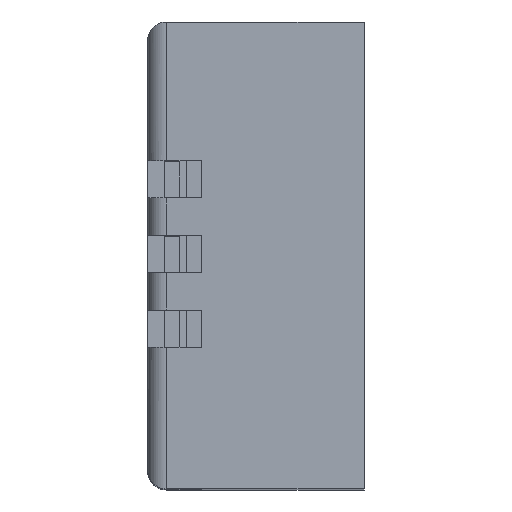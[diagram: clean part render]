
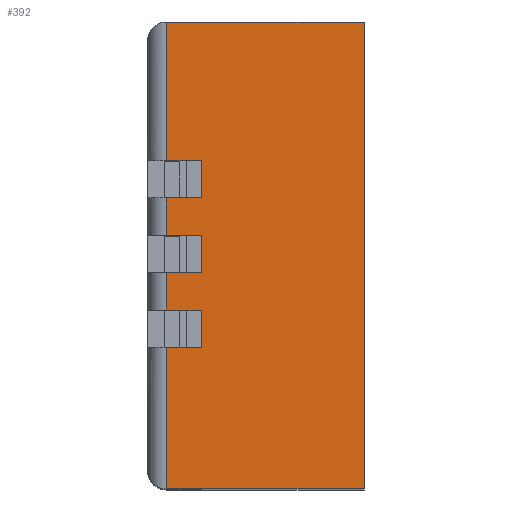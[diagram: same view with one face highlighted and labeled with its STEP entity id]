
A CAD part, top view. The second image highlights one B-rep face of the part: STEP entity #392.
In plain terms, the highlighted planar face has unit normal (0, 0, 1).
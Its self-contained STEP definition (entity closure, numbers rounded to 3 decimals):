
#176 = VERTEX_POINT('',#177);
#177 = CARTESIAN_POINT('',(-2.75,2.44,16.));
#183 = EDGE_CURVE('',#176,#184,#186,.T.);
#184 = VERTEX_POINT('',#185);
#185 = CARTESIAN_POINT('',(2.55,2.44,16.));
#186 = LINE('',#187,#188);
#187 = CARTESIAN_POINT('',(-3.25,2.44,16.));
#188 = VECTOR('',#189,1.);
#189 = DIRECTION('',(1.,0.,0.));
#373 = EDGE_CURVE('',#184,#374,#376,.T.);
#374 = VERTEX_POINT('',#375);
#375 = CARTESIAN_POINT('',(2.55,-10.06,16.));
#376 = LINE('',#377,#378);
#377 = CARTESIAN_POINT('',(2.55,2.44,16.));
#378 = VECTOR('',#379,1.);
#379 = DIRECTION('',(0.,-1.,0.));
#392 = ADVANCED_FACE('',(#393),#555,.F.);
#393 = FACE_BOUND('',#394,.F.);
#394 = EDGE_LOOP('',(#395,#403,#404,#405,#413,#421,#429,#437,#445,#453,
    #461,#469,#477,#485,#493,#501,#509,#517,#525,#533,#541,#549));
#395 = ORIENTED_EDGE('',*,*,#396,.T.);
#396 = EDGE_CURVE('',#397,#176,#399,.T.);
#397 = VERTEX_POINT('',#398);
#398 = CARTESIAN_POINT('',(-2.75,-1.27,16.));
#399 = LINE('',#400,#401);
#400 = CARTESIAN_POINT('',(-2.75,-10.06,16.));
#401 = VECTOR('',#402,1.);
#402 = DIRECTION('',(0.,1.,0.));
#403 = ORIENTED_EDGE('',*,*,#183,.T.);
#404 = ORIENTED_EDGE('',*,*,#373,.T.);
#405 = ORIENTED_EDGE('',*,*,#406,.T.);
#406 = EDGE_CURVE('',#374,#407,#409,.T.);
#407 = VERTEX_POINT('',#408);
#408 = CARTESIAN_POINT('',(-2.75,-10.06,16.));
#409 = LINE('',#410,#411);
#410 = CARTESIAN_POINT('',(2.55,-10.06,16.));
#411 = VECTOR('',#412,1.);
#412 = DIRECTION('',(-1.,0.,0.));
#413 = ORIENTED_EDGE('',*,*,#414,.T.);
#414 = EDGE_CURVE('',#407,#415,#417,.T.);
#415 = VERTEX_POINT('',#416);
#416 = CARTESIAN_POINT('',(-2.75,-6.27,16.));
#417 = LINE('',#418,#419);
#418 = CARTESIAN_POINT('',(-2.75,-10.06,16.));
#419 = VECTOR('',#420,1.);
#420 = DIRECTION('',(0.,1.,0.));
#421 = ORIENTED_EDGE('',*,*,#422,.F.);
#422 = EDGE_CURVE('',#423,#415,#425,.T.);
#423 = VERTEX_POINT('',#424);
#424 = CARTESIAN_POINT('',(-2.3,-6.27,16.));
#425 = LINE('',#426,#427);
#426 = CARTESIAN_POINT('',(-1.825,-6.27,16.));
#427 = VECTOR('',#428,1.);
#428 = DIRECTION('',(-1.,0.,0.));
#429 = ORIENTED_EDGE('',*,*,#430,.F.);
#430 = EDGE_CURVE('',#431,#423,#433,.T.);
#431 = VERTEX_POINT('',#432);
#432 = CARTESIAN_POINT('',(-1.8,-6.27,16.));
#433 = LINE('',#434,#435);
#434 = CARTESIAN_POINT('',(-1.575,-6.27,16.));
#435 = VECTOR('',#436,1.);
#436 = DIRECTION('',(-1.,0.,0.));
#437 = ORIENTED_EDGE('',*,*,#438,.F.);
#438 = EDGE_CURVE('',#439,#431,#441,.T.);
#439 = VERTEX_POINT('',#440);
#440 = CARTESIAN_POINT('',(-1.8,-5.27,16.));
#441 = LINE('',#442,#443);
#442 = CARTESIAN_POINT('',(-1.8,-4.54,16.));
#443 = VECTOR('',#444,1.);
#444 = DIRECTION('',(0.,-1.,0.));
#445 = ORIENTED_EDGE('',*,*,#446,.T.);
#446 = EDGE_CURVE('',#439,#447,#449,.T.);
#447 = VERTEX_POINT('',#448);
#448 = CARTESIAN_POINT('',(-2.3,-5.27,16.));
#449 = LINE('',#450,#451);
#450 = CARTESIAN_POINT('',(-1.575,-5.27,16.));
#451 = VECTOR('',#452,1.);
#452 = DIRECTION('',(-1.,0.,0.));
#453 = ORIENTED_EDGE('',*,*,#454,.T.);
#454 = EDGE_CURVE('',#447,#455,#457,.T.);
#455 = VERTEX_POINT('',#456);
#456 = CARTESIAN_POINT('',(-2.75,-5.27,16.));
#457 = LINE('',#458,#459);
#458 = CARTESIAN_POINT('',(-1.825,-5.27,16.));
#459 = VECTOR('',#460,1.);
#460 = DIRECTION('',(-1.,0.,0.));
#461 = ORIENTED_EDGE('',*,*,#462,.T.);
#462 = EDGE_CURVE('',#455,#463,#465,.T.);
#463 = VERTEX_POINT('',#464);
#464 = CARTESIAN_POINT('',(-2.75,-4.27,16.));
#465 = LINE('',#466,#467);
#466 = CARTESIAN_POINT('',(-2.75,-10.06,16.));
#467 = VECTOR('',#468,1.);
#468 = DIRECTION('',(0.,1.,0.));
#469 = ORIENTED_EDGE('',*,*,#470,.F.);
#470 = EDGE_CURVE('',#471,#463,#473,.T.);
#471 = VERTEX_POINT('',#472);
#472 = CARTESIAN_POINT('',(-2.3,-4.27,16.));
#473 = LINE('',#474,#475);
#474 = CARTESIAN_POINT('',(-1.825,-4.27,16.));
#475 = VECTOR('',#476,1.);
#476 = DIRECTION('',(-1.,0.,0.));
#477 = ORIENTED_EDGE('',*,*,#478,.F.);
#478 = EDGE_CURVE('',#479,#471,#481,.T.);
#479 = VERTEX_POINT('',#480);
#480 = CARTESIAN_POINT('',(-1.8,-4.27,16.));
#481 = LINE('',#482,#483);
#482 = CARTESIAN_POINT('',(-1.575,-4.27,16.));
#483 = VECTOR('',#484,1.);
#484 = DIRECTION('',(-1.,0.,0.));
#485 = ORIENTED_EDGE('',*,*,#486,.F.);
#486 = EDGE_CURVE('',#487,#479,#489,.T.);
#487 = VERTEX_POINT('',#488);
#488 = CARTESIAN_POINT('',(-1.8,-3.27,16.));
#489 = LINE('',#490,#491);
#490 = CARTESIAN_POINT('',(-1.8,-3.54,16.));
#491 = VECTOR('',#492,1.);
#492 = DIRECTION('',(0.,-1.,0.));
#493 = ORIENTED_EDGE('',*,*,#494,.T.);
#494 = EDGE_CURVE('',#487,#495,#497,.T.);
#495 = VERTEX_POINT('',#496);
#496 = CARTESIAN_POINT('',(-2.3,-3.27,16.));
#497 = LINE('',#498,#499);
#498 = CARTESIAN_POINT('',(-1.575,-3.27,16.));
#499 = VECTOR('',#500,1.);
#500 = DIRECTION('',(-1.,0.,0.));
#501 = ORIENTED_EDGE('',*,*,#502,.T.);
#502 = EDGE_CURVE('',#495,#503,#505,.T.);
#503 = VERTEX_POINT('',#504);
#504 = CARTESIAN_POINT('',(-2.75,-3.27,16.));
#505 = LINE('',#506,#507);
#506 = CARTESIAN_POINT('',(-1.825,-3.27,16.));
#507 = VECTOR('',#508,1.);
#508 = DIRECTION('',(-1.,0.,0.));
#509 = ORIENTED_EDGE('',*,*,#510,.T.);
#510 = EDGE_CURVE('',#503,#511,#513,.T.);
#511 = VERTEX_POINT('',#512);
#512 = CARTESIAN_POINT('',(-2.75,-2.27,16.));
#513 = LINE('',#514,#515);
#514 = CARTESIAN_POINT('',(-2.75,-10.06,16.));
#515 = VECTOR('',#516,1.);
#516 = DIRECTION('',(0.,1.,0.));
#517 = ORIENTED_EDGE('',*,*,#518,.F.);
#518 = EDGE_CURVE('',#519,#511,#521,.T.);
#519 = VERTEX_POINT('',#520);
#520 = CARTESIAN_POINT('',(-2.3,-2.27,16.));
#521 = LINE('',#522,#523);
#522 = CARTESIAN_POINT('',(-1.825,-2.27,16.));
#523 = VECTOR('',#524,1.);
#524 = DIRECTION('',(-1.,0.,0.));
#525 = ORIENTED_EDGE('',*,*,#526,.F.);
#526 = EDGE_CURVE('',#527,#519,#529,.T.);
#527 = VERTEX_POINT('',#528);
#528 = CARTESIAN_POINT('',(-1.8,-2.27,16.));
#529 = LINE('',#530,#531);
#530 = CARTESIAN_POINT('',(-1.575,-2.27,16.));
#531 = VECTOR('',#532,1.);
#532 = DIRECTION('',(-1.,0.,0.));
#533 = ORIENTED_EDGE('',*,*,#534,.F.);
#534 = EDGE_CURVE('',#535,#527,#537,.T.);
#535 = VERTEX_POINT('',#536);
#536 = CARTESIAN_POINT('',(-1.8,-1.27,16.));
#537 = LINE('',#538,#539);
#538 = CARTESIAN_POINT('',(-1.8,-2.54,16.));
#539 = VECTOR('',#540,1.);
#540 = DIRECTION('',(0.,-1.,0.));
#541 = ORIENTED_EDGE('',*,*,#542,.T.);
#542 = EDGE_CURVE('',#535,#543,#545,.T.);
#543 = VERTEX_POINT('',#544);
#544 = CARTESIAN_POINT('',(-2.3,-1.27,16.));
#545 = LINE('',#546,#547);
#546 = CARTESIAN_POINT('',(-1.575,-1.27,16.));
#547 = VECTOR('',#548,1.);
#548 = DIRECTION('',(-1.,0.,0.));
#549 = ORIENTED_EDGE('',*,*,#550,.T.);
#550 = EDGE_CURVE('',#543,#397,#551,.T.);
#551 = LINE('',#552,#553);
#552 = CARTESIAN_POINT('',(-1.825,-1.27,16.));
#553 = VECTOR('',#554,1.);
#554 = DIRECTION('',(-1.,0.,0.));
#555 = PLANE('',#556);
#556 = AXIS2_PLACEMENT_3D('',#557,#558,#559);
#557 = CARTESIAN_POINT('',(-0.35,-3.81,16.));
#558 = DIRECTION('',(0.,0.,-1.));
#559 = DIRECTION('',(-1.,0.,0.));
